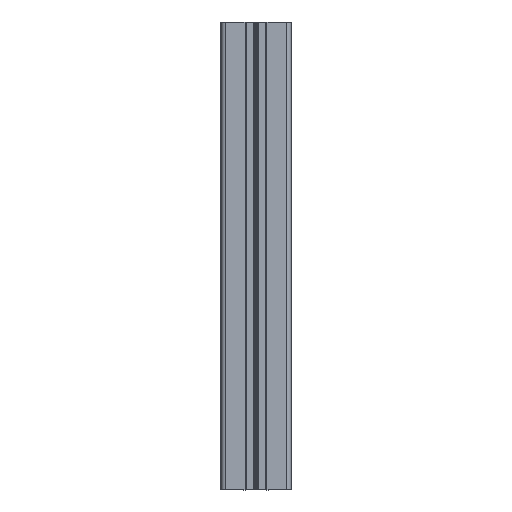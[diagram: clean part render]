
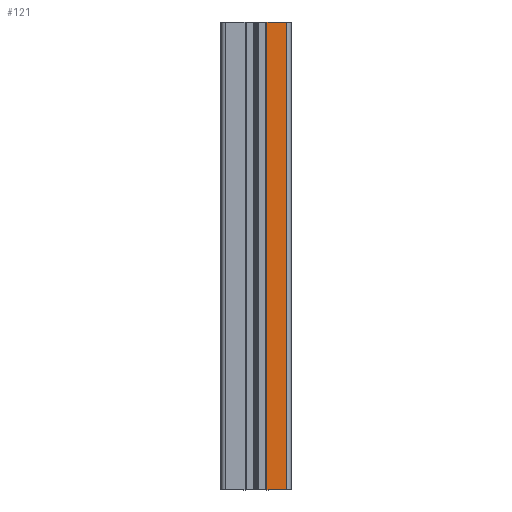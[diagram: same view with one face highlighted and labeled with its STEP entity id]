
A CAD part, top view. The second image highlights one B-rep face of the part: STEP entity #121.
In plain terms, the highlighted planar face has unit normal (0, 0, 1).
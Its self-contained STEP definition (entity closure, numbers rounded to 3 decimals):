
#121 = ADVANCED_FACE ( 'NONE', ( #3151 ), #5996, .T. ) ;
#499 = VECTOR ( 'NONE', #1147, 1000. ) ;
#506 = DIRECTION ( 'NONE',  ( 1., 0., 0. ) ) ;
#523 = LINE ( 'NONE', #2723, #5472 ) ;
#551 = CARTESIAN_POINT ( 'NONE',  ( 4.7, 200., 15. ) ) ;
#1147 = DIRECTION ( 'NONE',  ( 0., 1., 0. ) ) ;
#1268 = DIRECTION ( 'NONE',  ( 1., 0., 0. ) ) ;
#1327 = VERTEX_POINT ( 'NONE', #2758 ) ;
#1552 = CARTESIAN_POINT ( 'NONE',  ( 4.7, 0., 15. ) ) ;
#1624 = VECTOR ( 'NONE', #4843, 1000. ) ;
#1651 = CARTESIAN_POINT ( 'NONE',  ( 13., 200., 15. ) ) ;
#1799 = VECTOR ( 'NONE', #1268, 1000. ) ;
#1933 = EDGE_CURVE ( 'NONE', #6334, #3917, #523, .T. ) ;
#2281 = AXIS2_PLACEMENT_3D ( 'NONE', #1552, #5019, #506 ) ;
#2723 = CARTESIAN_POINT ( 'NONE',  ( 4.7, 0., 15. ) ) ;
#2758 = CARTESIAN_POINT ( 'NONE',  ( 13., 0., 15. ) ) ;
#2934 = EDGE_CURVE ( 'NONE', #3917, #1327, #5448, .T. ) ;
#3151 = FACE_OUTER_BOUND ( 'NONE', #3642, .T. ) ;
#3294 = VERTEX_POINT ( 'NONE', #1651 ) ;
#3333 = EDGE_CURVE ( 'NONE', #1327, #3294, #3812, .T. ) ;
#3642 = EDGE_LOOP ( 'NONE', ( #4227, #4041, #5937, #4917 ) ) ;
#3812 = LINE ( 'NONE', #6147, #499 ) ;
#3917 = VERTEX_POINT ( 'NONE', #4559 ) ;
#4041 = ORIENTED_EDGE ( 'NONE', *, *, #3333, .T. ) ;
#4227 = ORIENTED_EDGE ( 'NONE', *, *, #2934, .T. ) ;
#4508 = EDGE_CURVE ( 'NONE', #3294, #6334, #5737, .T. ) ;
#4559 = CARTESIAN_POINT ( 'NONE',  ( 4.7, 0., 15. ) ) ;
#4785 = CARTESIAN_POINT ( 'NONE',  ( 4.7, 0., 15. ) ) ;
#4843 = DIRECTION ( 'NONE',  ( -1., 0., 0. ) ) ;
#4917 = ORIENTED_EDGE ( 'NONE', *, *, #1933, .T. ) ;
#5019 = DIRECTION ( 'NONE',  ( 0., 0., 1. ) ) ;
#5448 = LINE ( 'NONE', #4785, #1799 ) ;
#5472 = VECTOR ( 'NONE', #6222, 1000. ) ;
#5737 = LINE ( 'NONE', #6374, #1624 ) ;
#5937 = ORIENTED_EDGE ( 'NONE', *, *, #4508, .T. ) ;
#5996 = PLANE ( 'NONE',  #2281 ) ;
#6147 = CARTESIAN_POINT ( 'NONE',  ( 13., 0., 15. ) ) ;
#6222 = DIRECTION ( 'NONE',  ( 0., -1., 0. ) ) ;
#6334 = VERTEX_POINT ( 'NONE', #551 ) ;
#6374 = CARTESIAN_POINT ( 'NONE',  ( 4.7, 200., 15. ) ) ;
